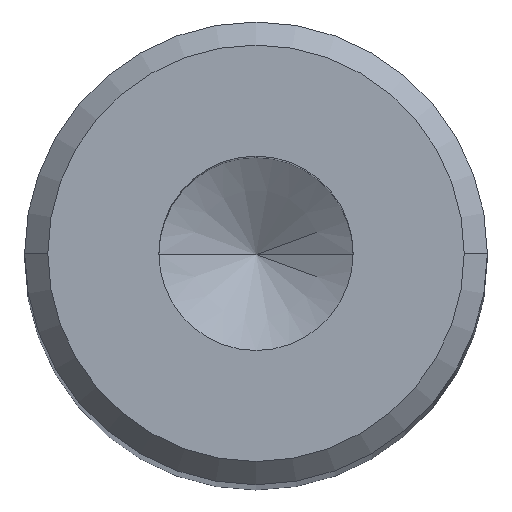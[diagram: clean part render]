
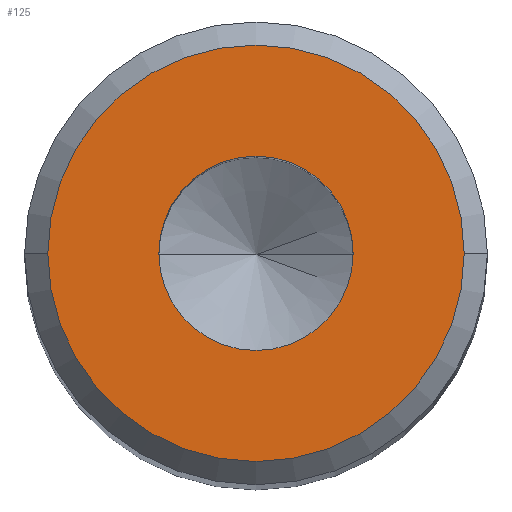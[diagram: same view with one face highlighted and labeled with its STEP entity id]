
A CAD part, top view. The second image highlights one B-rep face of the part: STEP entity #125.
In plain terms, the highlighted planar face has unit normal (0, 0, 1).
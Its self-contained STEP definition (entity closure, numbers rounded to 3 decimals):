
#14 = DIRECTION ( 'NONE',  ( 0., 0., 1. ) ) ;
#15 = ORIENTED_EDGE ( 'NONE', *, *, #39, .T. ) ;
#17 = CIRCLE ( 'NONE', #96, 2.1 ) ;
#37 = CARTESIAN_POINT ( 'NONE',  ( 4.5, 0., 0. ) ) ;
#39 = EDGE_CURVE ( 'NONE', #439, #438, #372, .T. ) ;
#40 = CARTESIAN_POINT ( 'NONE',  ( 0., 0., 0. ) ) ;
#44 = DIRECTION ( 'NONE',  ( 0., 0., 1. ) ) ;
#50 = CIRCLE ( 'NONE', #441, 2.1 ) ;
#70 = ORIENTED_EDGE ( 'NONE', *, *, #434, .F. ) ;
#77 = ORIENTED_EDGE ( 'NONE', *, *, #500, .F. ) ;
#78 = CARTESIAN_POINT ( 'NONE',  ( 2.1, 0., 0. ) ) ;
#93 = CARTESIAN_POINT ( 'NONE',  ( 0., 0., 0. ) ) ;
#96 = AXIS2_PLACEMENT_3D ( 'NONE', #93, #232, #364 ) ;
#107 = CARTESIAN_POINT ( 'NONE',  ( 0., 0., 0. ) ) ;
#123 = AXIS2_PLACEMENT_3D ( 'NONE', #291, #14, #426 ) ;
#125 = ADVANCED_FACE ( 'NONE', ( #335, #296 ), #514, .T. ) ;
#131 = EDGE_CURVE ( 'NONE', #438, #439, #525, .T. ) ;
#195 = DIRECTION ( 'NONE',  ( 0., 0., 1. ) ) ;
#229 = EDGE_LOOP ( 'NONE', ( #511, #15 ) ) ;
#232 = DIRECTION ( 'NONE',  ( 0., 0., 1. ) ) ;
#233 = AXIS2_PLACEMENT_3D ( 'NONE', #107, #195, #473 ) ;
#245 = VERTEX_POINT ( 'NONE', #78 ) ;
#291 = CARTESIAN_POINT ( 'NONE',  ( 0., 0., 0. ) ) ;
#296 = FACE_OUTER_BOUND ( 'NONE', #229, .T. ) ;
#322 = CARTESIAN_POINT ( 'NONE',  ( -2.1, 0., 0. ) ) ;
#335 = FACE_BOUND ( 'NONE', #347, .T. ) ;
#347 = EDGE_LOOP ( 'NONE', ( #77, #70 ) ) ;
#362 = DIRECTION ( 'NONE',  ( 0., 0., 1. ) ) ;
#364 = DIRECTION ( 'NONE',  ( 1., 0., 0. ) ) ;
#372 = CIRCLE ( 'NONE', #414, 4.5 ) ;
#414 = AXIS2_PLACEMENT_3D ( 'NONE', #447, #362, #541 ) ;
#419 = CARTESIAN_POINT ( 'NONE',  ( -4.5, 0., 0. ) ) ;
#426 = DIRECTION ( 'NONE',  ( 1., 0., 0. ) ) ;
#434 = EDGE_CURVE ( 'NONE', #435, #245, #17, .T. ) ;
#435 = VERTEX_POINT ( 'NONE', #322 ) ;
#438 = VERTEX_POINT ( 'NONE', #419 ) ;
#439 = VERTEX_POINT ( 'NONE', #37 ) ;
#441 = AXIS2_PLACEMENT_3D ( 'NONE', #40, #44, #455 ) ;
#447 = CARTESIAN_POINT ( 'NONE',  ( 0., 0., 0. ) ) ;
#455 = DIRECTION ( 'NONE',  ( 1., 0., 0. ) ) ;
#473 = DIRECTION ( 'NONE',  ( 1., 0., 0. ) ) ;
#500 = EDGE_CURVE ( 'NONE', #245, #435, #50, .T. ) ;
#511 = ORIENTED_EDGE ( 'NONE', *, *, #131, .T. ) ;
#514 = PLANE ( 'NONE',  #123 ) ;
#525 = CIRCLE ( 'NONE', #233, 4.5 ) ;
#541 = DIRECTION ( 'NONE',  ( 1., 0., 0. ) ) ;
